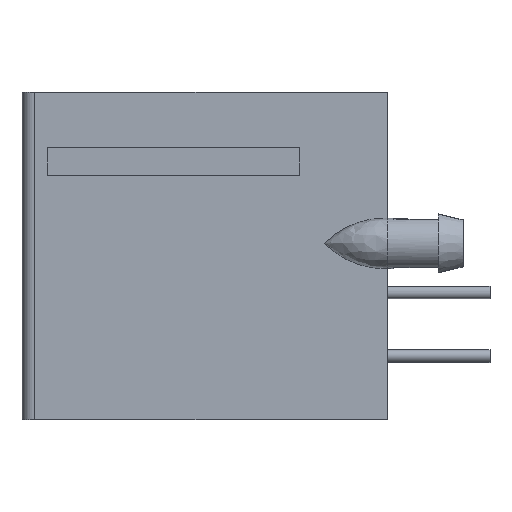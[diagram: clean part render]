
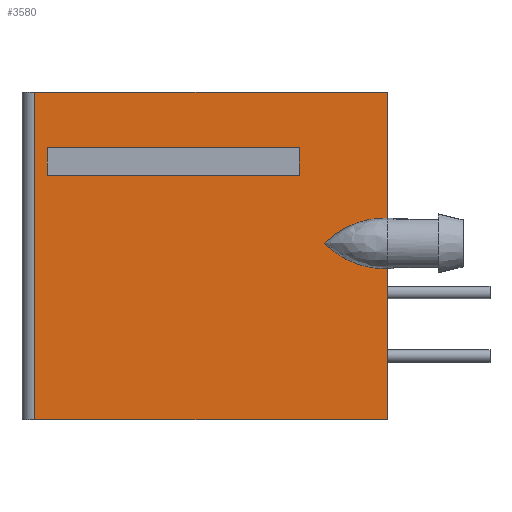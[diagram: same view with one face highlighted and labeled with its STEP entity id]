
A CAD part, left-side view. The second image highlights one B-rep face of the part: STEP entity #3580.
In plain terms, the highlighted planar face has unit normal (-1, 0, 0).
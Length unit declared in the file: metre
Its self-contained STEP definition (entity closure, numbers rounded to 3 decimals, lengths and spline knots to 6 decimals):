
#155=DIRECTION('',(0.,0.,-1.));
#156=VECTOR('',#155,0.006);
#157=CARTESIAN_POINT('',(-0.0075,0.,-0.007));
#158=LINE('',#157,#156);
#164=DIRECTION('',(0.,0.,-1.));
#165=VECTOR('',#164,0.005);
#166=CARTESIAN_POINT('',(-0.0075,0.,0.));
#167=LINE('',#166,#165);
#314=DIRECTION('',(0.,1.,0.));
#315=VECTOR('',#314,0.014);
#316=CARTESIAN_POINT('',(-0.0075,0.,-0.013));
#317=LINE('',#316,#315);
#499=DIRECTION('',(0.,0.,1.));
#500=VECTOR('',#499,0.013);
#501=CARTESIAN_POINT('',(-0.0075,0.014,-0.013));
#502=LINE('',#501,#500);
#503=DIRECTION('',(0.,1.,0.));
#504=VECTOR('',#503,0.014);
#505=CARTESIAN_POINT('',(-0.0075,0.,0.));
#506=LINE('',#505,#504);
#507=CARTESIAN_POINT('',(-0.0075,0.00012,-0.008324));
#508=DIRECTION('',(1.,0.,0.));
#509=DIRECTION('',(0.,0.,1.));
#510=AXIS2_PLACEMENT_3D('',#507,#508,#509);
#512=CARTESIAN_POINT('',(-0.0075,0.00012,-0.008324));
#513=DIRECTION('',(1.,0.,0.));
#514=DIRECTION('',(0.,0.715,0.699));
#515=AXIS2_PLACEMENT_3D('',#512,#513,#514);
#517=CARTESIAN_POINT('',(-0.0075,0.00012,-0.003676));
#518=DIRECTION('',(1.,0.,0.));
#519=DIRECTION('',(0.,-0.036,-0.999));
#520=AXIS2_PLACEMENT_3D('',#517,#518,#519);
#522=DIRECTION('',(0.,-1.,0.));
#523=VECTOR('',#522,0.01);
#524=CARTESIAN_POINT('',(-0.0075,0.0135,-0.0022));
#525=LINE('',#524,#523);
#526=DIRECTION('',(0.,0.,1.));
#527=VECTOR('',#526,0.0011);
#528=CARTESIAN_POINT('',(-0.0075,0.0135,-0.0033));
#529=LINE('',#528,#527);
#559=DIRECTION('',(0.,0.,1.));
#560=VECTOR('',#559,0.0011);
#561=CARTESIAN_POINT('',(-0.0075,0.0035,-0.0033));
#562=LINE('',#561,#560);
#571=DIRECTION('',(0.,-1.,0.));
#572=VECTOR('',#571,0.01);
#573=CARTESIAN_POINT('',(-0.0075,0.0135,-0.0033));
#574=LINE('',#573,#572);
#2367=CARTESIAN_POINT('',(-0.0075,0.,-0.005));
#2369=VERTEX_POINT('',#2367);
#2370=CARTESIAN_POINT('',(-0.0075,0.,-0.007));
#2371=VERTEX_POINT('',#2370);
#2554=CARTESIAN_POINT('',(-0.0075,0.0025,-0.006));
#2555=VERTEX_POINT('',#2554);
#2556=CARTESIAN_POINT('',(-0.0075,0.00012,-0.004998));
#2557=VERTEX_POINT('',#2556);
#2590=CARTESIAN_POINT('',(-0.0075,0.,0.));
#2591=VERTEX_POINT('',#2590);
#2592=CARTESIAN_POINT('',(-0.0075,0.,-0.013));
#2593=VERTEX_POINT('',#2592);
#2626=CARTESIAN_POINT('',(-0.0075,0.0135,-0.0022));
#2627=CARTESIAN_POINT('',(-0.0075,0.0035,-0.0022));
#2628=VERTEX_POINT('',#2626);
#2629=VERTEX_POINT('',#2627);
#2630=CARTESIAN_POINT('',(-0.0075,0.0035,-0.0033));
#2631=VERTEX_POINT('',#2630);
#2632=CARTESIAN_POINT('',(-0.0075,0.0135,-0.0033));
#2633=VERTEX_POINT('',#2632);
#2634=CARTESIAN_POINT('',(-0.0075,0.014,0.));
#2635=VERTEX_POINT('',#2634);
#2636=CARTESIAN_POINT('',(-0.0075,0.014,-0.013));
#2637=VERTEX_POINT('',#2636);
#3552=CARTESIAN_POINT('',(-0.0075,0.0145,-0.013));
#3553=DIRECTION('',(-1.,0.,0.));
#3554=DIRECTION('',(0.,-1.,0.));
#3555=AXIS2_PLACEMENT_3D('',#3552,#3553,#3554);
#3556=PLANE('',#3555);
#3557=ORIENTED_EDGE('',*,*,#3288,.F.);
#3558=ORIENTED_EDGE('',*,*,#3245,.T.);
#3560=ORIENTED_EDGE('',*,*,#3559,.F.);
#3562=ORIENTED_EDGE('',*,*,#3561,.F.);
#3564=ORIENTED_EDGE('',*,*,#3563,.F.);
#3565=ORIENTED_EDGE('',*,*,#3242,.T.);
#3566=ORIENTED_EDGE('',*,*,#3420,.T.);
#3567=ORIENTED_EDGE('',*,*,#3547,.T.);
#3568=EDGE_LOOP('',(#3557,#3558,#3560,#3562,#3564,#3565,#3566,#3567));
#3569=FACE_OUTER_BOUND('',#3568,.F.);
#3571=ORIENTED_EDGE('',*,*,#3570,.F.);
#3573=ORIENTED_EDGE('',*,*,#3572,.F.);
#3575=ORIENTED_EDGE('',*,*,#3574,.T.);
#3577=ORIENTED_EDGE('',*,*,#3576,.T.);
#3578=EDGE_LOOP('',(#3571,#3573,#3575,#3577));
#3579=FACE_BOUND('',#3578,.F.);
#3580=ADVANCED_FACE('',(#3569,#3579),#3556,.T.);
#511=CIRCLE('',#510,0.003327);
#516=CIRCLE('',#515,0.003327);
#521=CIRCLE('',#520,0.003327);
#3242=EDGE_CURVE('',#2371,#2593,#158,.T.);
#3245=EDGE_CURVE('',#2591,#2369,#167,.T.);
#3288=EDGE_CURVE('',#2591,#2635,#506,.T.);
#3420=EDGE_CURVE('',#2593,#2637,#317,.T.);
#3547=EDGE_CURVE('',#2637,#2635,#502,.T.);
#3559=EDGE_CURVE('',#2557,#2369,#511,.T.);
#3561=EDGE_CURVE('',#2555,#2557,#516,.T.);
#3563=EDGE_CURVE('',#2371,#2555,#521,.T.);
#3570=EDGE_CURVE('',#2628,#2629,#525,.T.);
#3572=EDGE_CURVE('',#2633,#2628,#529,.T.);
#3574=EDGE_CURVE('',#2633,#2631,#574,.T.);
#3576=EDGE_CURVE('',#2631,#2629,#562,.T.);
